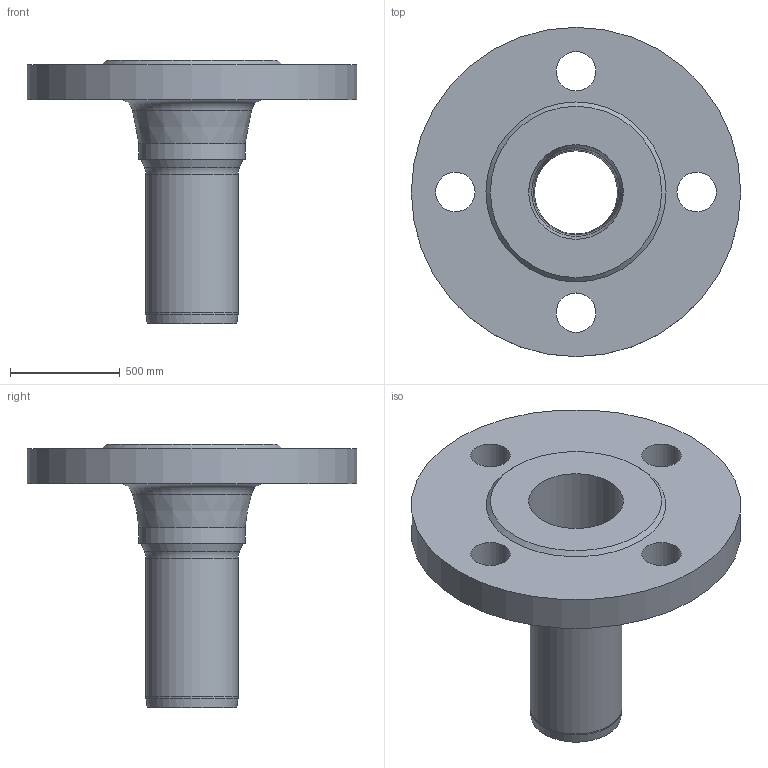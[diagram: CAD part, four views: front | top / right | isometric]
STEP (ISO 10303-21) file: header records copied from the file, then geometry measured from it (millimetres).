
FILE_DESCRIPTION(/* description */ (''),/* implementation_level */ '2;1');
FILE_NAME(/* name */ '82561.040X_3D.stp',/* time_stamp */ '2024-12-11T08:39:52+01:00',/* author */ ('CAD'),/* organization */ (''),/* preprocessor_version */ 'ST-DEVELOPER v20',/* originating_system */ 'AutoCAD Mechanical',/* authorisation */ '');
FILE_SCHEMA (('AUTOMOTIVE_DESIGN { 1 0 10303 214 3 1 1 }'));
Length unit declared in the file: centimetre
Products named in the file (2): Product; *S0
Assembly tree (1 placements, depth 2):
  Product
    *S0
Bounding box: 1500 x 1500 x 1200 mm (x, y, z)
Volume: 281776477 mm3; surface area: 7097729.3 mm2
Topology: 2 solids, 2 shells, 27 faces, 64 edges, 42 vertices
Faces by surface type: cylinder 9, cone 7, torus 6, plane 5
Full cylindrical faces by diameter (mm): 180 x4, 390 x1, 420 x1, 431 x1, 483 x1, 1500 x1
Entity records: 876 total; most frequent: DIRECTION 172, CARTESIAN_POINT 136, ORIENTED_EDGE 128, AXIS2_PLACEMENT_3D 78, EDGE_CURVE 64, CIRCLE 48, VERTEX_POINT 42, EDGE_LOOP 40
